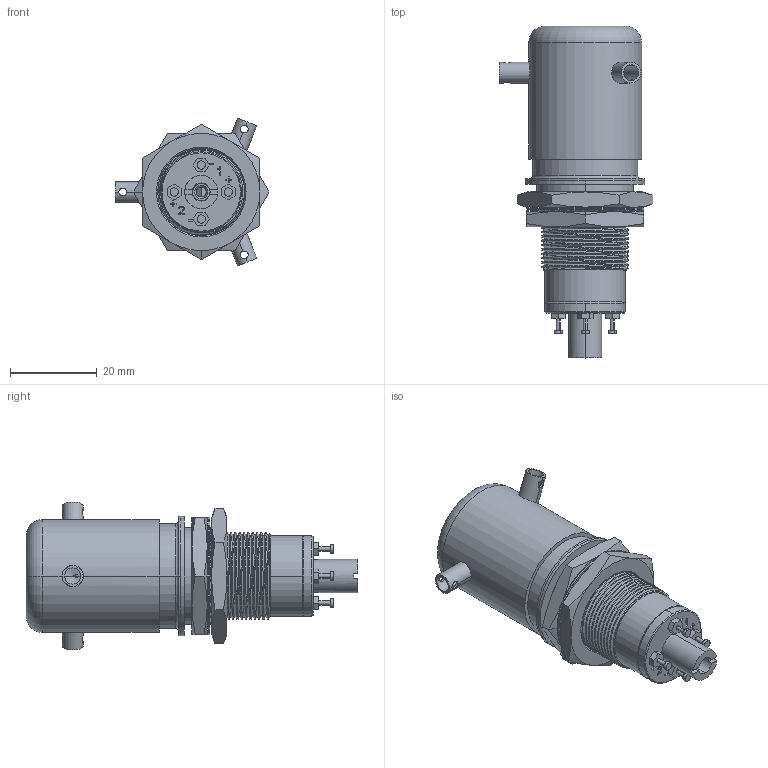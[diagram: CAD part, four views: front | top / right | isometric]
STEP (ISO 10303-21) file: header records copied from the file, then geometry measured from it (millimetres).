
FILE_DESCRIPTION (( 'STEP AP214' ), '1' );
FILE_NAME ('G60L_step_031017.STEP', '2017-03-11T00:26:51', ( 'Temp' ), ( '' ), 'SwSTEP 2.0', 'SolidWorks 2014', '' );
FILE_SCHEMA (( 'AUTOMOTIVE_DESIGN' ));
Length unit declared in the file: inch
Products named in the file (1): G60L_step_031017
Bounding box: 35.43 x 76.4 x 34.03 mm (x, y, z)
Volume: 15493.5 mm3; surface area: 20754.7 mm2
Topology: 21 solids, 21 shells, 751 faces, 1925 edges, 1234 vertices
Faces by surface type: plane 263, cylinder 250, cone 99, bspline 97, torus 40, sphere 2
Entity records: 38920 total; most frequent: CARTESIAN_POINT 11713, ORIENTED_EDGE 3830, DIRECTION 3189, EDGE_CURVE 1915, VERTEX_POINT 1232, AXIS2_PLACEMENT_3D 1187, EDGE_LOOP 831, VECTOR 815
